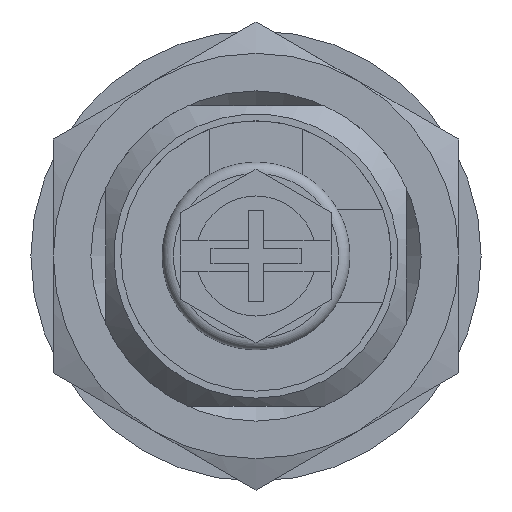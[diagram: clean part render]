
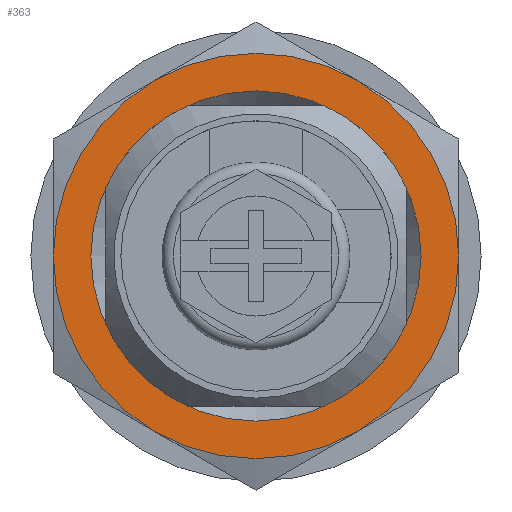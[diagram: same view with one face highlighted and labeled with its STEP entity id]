
A CAD part, front view. The second image highlights one B-rep face of the part: STEP entity #363.
In plain terms, the highlighted planar face has unit normal (0, -1, 0).
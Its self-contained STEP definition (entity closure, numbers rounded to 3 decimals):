
#363 = ADVANCED_FACE( '', ( #756, #757 ), #758, .T. );
#756 = FACE_OUTER_BOUND( '', #1211, .T. );
#757 = FACE_BOUND( '', #1212, .T. );
#758 = PLANE( '', #1213 );
#1211 = EDGE_LOOP( '', ( #1980, #1981, #1982, #1983, #1984, #1985 ) );
#1212 = EDGE_LOOP( '', ( #1986 ) );
#1213 = AXIS2_PLACEMENT_3D( '', #1987, #1988, #1989 );
#1980 = ORIENTED_EDGE( '', *, *, #2609, .T. );
#1981 = ORIENTED_EDGE( '', *, *, #2856, .T. );
#1982 = ORIENTED_EDGE( '', *, *, #2857, .T. );
#1983 = ORIENTED_EDGE( '', *, *, #2858, .T. );
#1984 = ORIENTED_EDGE( '', *, *, #2859, .T. );
#1985 = ORIENTED_EDGE( '', *, *, #2860, .T. );
#1986 = ORIENTED_EDGE( '', *, *, #2861, .F. );
#1987 = CARTESIAN_POINT( '', ( 11., -4.8, 0. ) );
#1988 = DIRECTION( '', ( 0., -1., 0. ) );
#1989 = DIRECTION( '', ( 0., 0., -1. ) );
#2609 = EDGE_CURVE( '', #3060, #3061, #3062, .T. );
#2856 = EDGE_CURVE( '', #3061, #3449, #3450, .T. );
#2857 = EDGE_CURVE( '', #3449, #3451, #3452, .T. );
#2858 = EDGE_CURVE( '', #3451, #3338, #3453, .T. );
#2859 = EDGE_CURVE( '', #3338, #3454, #3455, .T. );
#2860 = EDGE_CURVE( '', #3454, #3060, #3456, .T. );
#2861 = EDGE_CURVE( '', #3457, #3457, #3458, .T. );
#3060 = VERTEX_POINT( '', #3703 );
#3061 = VERTEX_POINT( '', #3704 );
#3062 = CIRCLE( '', #3705, 13.5 );
#3338 = VERTEX_POINT( '', #4148 );
#3449 = VERTEX_POINT( '', #4319 );
#3450 = CIRCLE( '', #4320, 13.5 );
#3451 = VERTEX_POINT( '', #4321 );
#3452 = CIRCLE( '', #4322, 13.5 );
#3453 = CIRCLE( '', #4323, 13.5 );
#3454 = VERTEX_POINT( '', #4324 );
#3455 = CIRCLE( '', #4325, 13.5 );
#3456 = CIRCLE( '', #4326, 13.5 );
#3457 = VERTEX_POINT( '', #4327 );
#3458 = CIRCLE( '', #4328, 11. );
#3703 = CARTESIAN_POINT( '', ( 6.75, -4.8, -11.691 ) );
#3704 = CARTESIAN_POINT( '', ( 13.5, -4.8, 0. ) );
#3705 = AXIS2_PLACEMENT_3D( '', #4659, #4660, #4661 );
#4148 = CARTESIAN_POINT( '', ( -13.5, -4.8, 0. ) );
#4319 = CARTESIAN_POINT( '', ( 6.75, -4.8, 11.691 ) );
#4320 = AXIS2_PLACEMENT_3D( '', #4947, #4948, #4949 );
#4321 = CARTESIAN_POINT( '', ( -6.75, -4.8, 11.691 ) );
#4322 = AXIS2_PLACEMENT_3D( '', #4950, #4951, #4952 );
#4323 = AXIS2_PLACEMENT_3D( '', #4953, #4954, #4955 );
#4324 = CARTESIAN_POINT( '', ( -6.75, -4.8, -11.691 ) );
#4325 = AXIS2_PLACEMENT_3D( '', #4956, #4957, #4958 );
#4326 = AXIS2_PLACEMENT_3D( '', #4959, #4960, #4961 );
#4327 = CARTESIAN_POINT( '', ( 0., -4.8, -11. ) );
#4328 = AXIS2_PLACEMENT_3D( '', #4962, #4963, #4964 );
#4659 = CARTESIAN_POINT( '', ( 0., -4.8, 0. ) );
#4660 = DIRECTION( '', ( 0., -1., 0. ) );
#4661 = DIRECTION( '', ( 0., 0., -1. ) );
#4947 = CARTESIAN_POINT( '', ( 0., -4.8, 0. ) );
#4948 = DIRECTION( '', ( 0., -1., 0. ) );
#4949 = DIRECTION( '', ( 0., 0., -1. ) );
#4950 = CARTESIAN_POINT( '', ( 0., -4.8, 0. ) );
#4951 = DIRECTION( '', ( 0., -1., 0. ) );
#4952 = DIRECTION( '', ( 0., 0., -1. ) );
#4953 = CARTESIAN_POINT( '', ( 0., -4.8, 0. ) );
#4954 = DIRECTION( '', ( 0., -1., 0. ) );
#4955 = DIRECTION( '', ( 0., 0., -1. ) );
#4956 = CARTESIAN_POINT( '', ( 0., -4.8, 0. ) );
#4957 = DIRECTION( '', ( 0., -1., 0. ) );
#4958 = DIRECTION( '', ( 0., 0., -1. ) );
#4959 = CARTESIAN_POINT( '', ( 0., -4.8, 0. ) );
#4960 = DIRECTION( '', ( 0., -1., 0. ) );
#4961 = DIRECTION( '', ( 0., 0., -1. ) );
#4962 = CARTESIAN_POINT( '', ( 0., -4.8, 0. ) );
#4963 = DIRECTION( '', ( 0., -1., 0. ) );
#4964 = DIRECTION( '', ( 0., 0., -1. ) );
